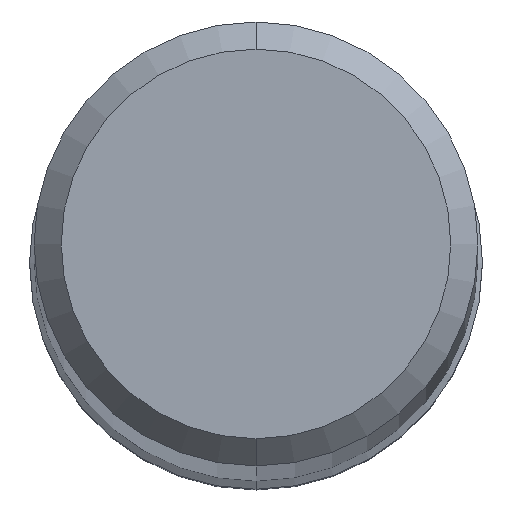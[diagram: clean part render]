
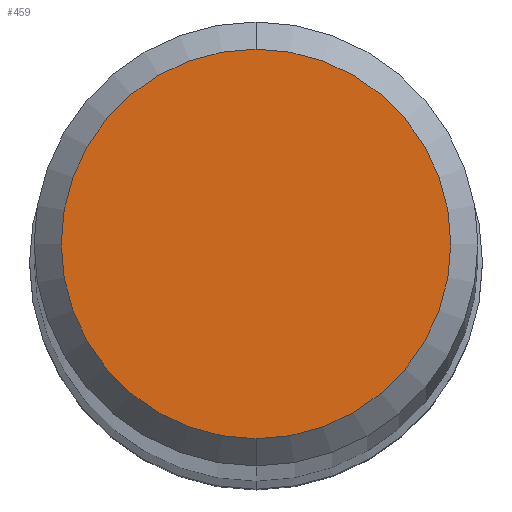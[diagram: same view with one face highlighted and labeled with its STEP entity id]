
A CAD part, top view. The second image highlights one B-rep face of the part: STEP entity #459.
In plain terms, the highlighted planar face has unit normal (0, 0, 1).
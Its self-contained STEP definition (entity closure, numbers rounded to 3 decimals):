
#287=EDGE_CURVE('',#307,#419,#683,.T.);
#307=VERTEX_POINT('',#706);
#405=EDGE_CURVE('',#419,#307,#814,.T.);
#419=VERTEX_POINT('',#829);
#459=ADVANCED_FACE('',(#875),#876,.T.);
#683=CIRCLE('',#1177,2.15);
#706=CARTESIAN_POINT('',(0.,-2.15,0.0));
#814=CIRCLE('',#1394,2.15);
#829=CARTESIAN_POINT('',(0.0,2.15,0.0));
#875=FACE_OUTER_BOUND('',#1530,.T.);
#876=PLANE('',#1531);
#1177=AXIS2_PLACEMENT_3D('',#1872,#1873,#1874);
#1394=AXIS2_PLACEMENT_3D('',#2033,#2034,#2035);
#1530=EDGE_LOOP('',(#2116,#2117));
#1531=AXIS2_PLACEMENT_3D('',#2118,#2119,#2120);
#1872=CARTESIAN_POINT('',(0.0,0.0,0.0));
#1873=DIRECTION('',(0.0,0.0,-1.0));
#1874=DIRECTION('',(0.0,1.0,0.0));
#2033=CARTESIAN_POINT('',(0.0,0.0,0.0));
#2034=DIRECTION('',(0.0,0.0,-1.0));
#2035=DIRECTION('',(0.0,1.0,0.0));
#2116=ORIENTED_EDGE('',*,*,#405,.F.);
#2117=ORIENTED_EDGE('',*,*,#287,.F.);
#2118=CARTESIAN_POINT('',(0.0,1.075,0.0));
#2119=DIRECTION('',(-0.0,0.0,1.0));
#2120=DIRECTION('',(0.0,-1.0,0.0));
